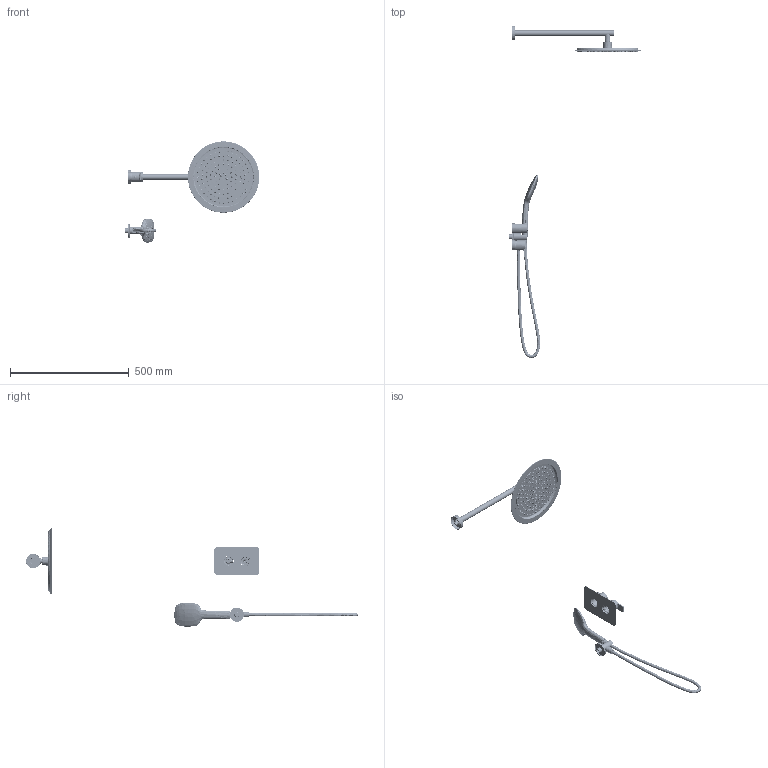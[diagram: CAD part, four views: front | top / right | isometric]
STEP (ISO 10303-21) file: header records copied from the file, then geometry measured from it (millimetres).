
FILE_DESCRIPTION (( 'STEP AP203' ), '1' );
FILE_NAME ('94DP11106.STEP', '2024-12-11T13:06:50', ( '' ), ( '' ), 'SwSTEP 2.0', 'SolidWorks 2021', '' );
FILE_SCHEMA (( 'CONFIG_CONTROL_DESIGN' ));
Products named in the file (1): 94DP11106
Bounding box: 565.7 x 1396.77 x 425.73 mm (x, y, z)
Volume: 1138189.8 mm3; surface area: 388004.5 mm2
Topology: 56 solids, 56 shells, 5345 faces, 14881 edges, 10281 vertices
Faces by surface type: bspline 2805, plane 1089, cone 900, cylinder 519, torus 29, sphere 3
Full cylindrical faces by diameter (mm): 1.7 x2, 2 x1, 3.1 x50, 3.6 x50, 4.2 x1, 4.4 x50, 4.5 x1, 6.2 x2, 6.8 x1, 9.5 x1, 10 x1, 10.5 x2, 12.45 x1, 12.5 x1, 13.4 x2, 14 x2, 15 x3, 16.45 x2, 17 x1, 18 x2, 18.1 x2, 18.5 x2, 18.632 x2, 19 x1, 20 x1, 20.45 x3, 20.955 x2, 21 x1, 23 x1, 23.3 x1
Entity records: 451459 total; most frequent: CARTESIAN_POINT 354452, ORIENTED_EDGE 24158, EDGE_CURVE 12079, DIRECTION 10499, VERTEX_POINT 9139, EDGE_LOOP 8158, B_SPLINE_CURVE_WITH_KNOTS 6847, FACE_OUTER_BOUND 6256
